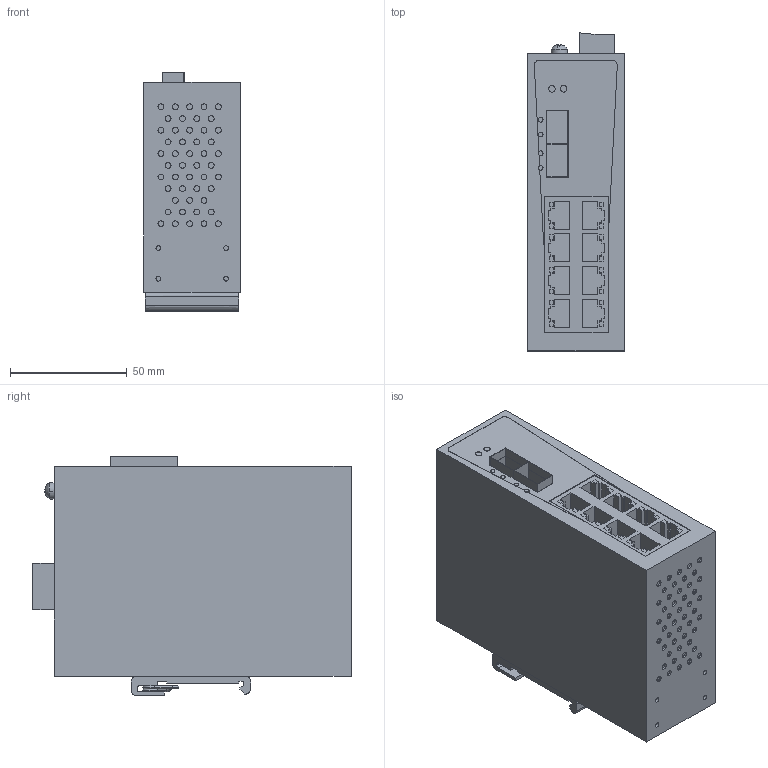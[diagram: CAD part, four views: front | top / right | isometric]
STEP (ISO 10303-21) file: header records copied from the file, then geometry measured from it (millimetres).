
FILE_DESCRIPTION(('CATIA V5 STEP Exchange','CAx-IF Rec.Pracs.--- Model Styling and Organization---1.4--- 2014-01-23'),'2;1');
FILE_NAME ('D1476464_2', '2021-05-20T08:54:11+00:00', ('none'), ('Weidmueller'), 'CATIA Version 5-6 Release 2016 SP3 HF44', 'CATIA V5 STEP AP214', 'none');
FILE_SCHEMA(('AUTOMOTIVE_DESIGN { 1 0 10303 214 1 1 1 1 }'));
Length unit declared in the file: millimetre
Products named in the file (1): S3D_IE_SW_EL10_8GT_2GESFP
Bounding box: 41.2 x 136.05 x 102.16 mm (x, y, z)
Volume: 458656.7 mm3; surface area: 74913.2 mm2
Topology: 33 solids, 33 shells, 869 faces, 1984 edges, 1312 vertices
Faces by surface type: plane 585, cylinder 256, torus 20, extrusion 6, sphere 2
Entity records: 24019 total; most frequent: CARTESIAN_POINT 4665, ORIENTED_EDGE 3968, DIRECTION 3111, EDGE_CURVE 1976, VECTOR 1315, LINE 1309, VERTEX_POINT 1302, AXIS2_PLACEMENT_3D 1160
